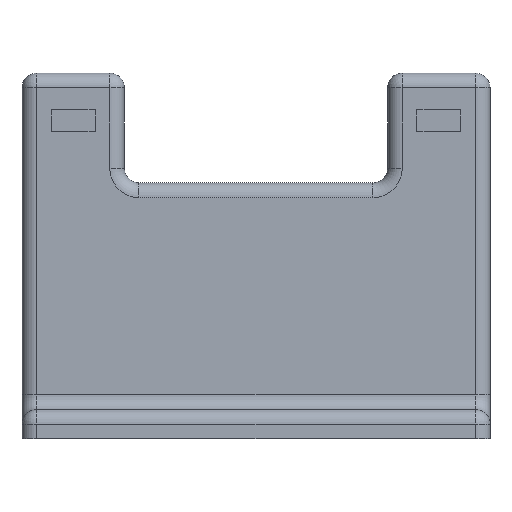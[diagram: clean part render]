
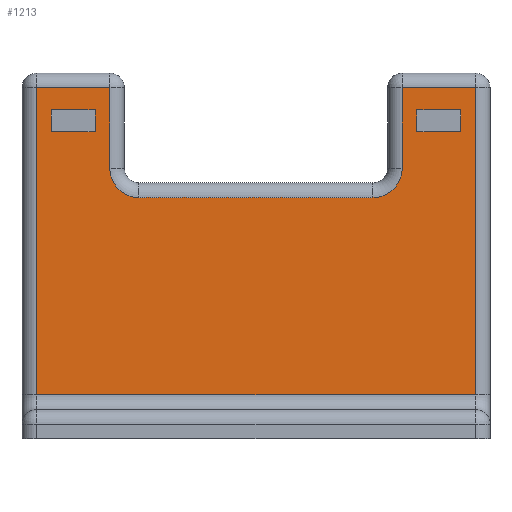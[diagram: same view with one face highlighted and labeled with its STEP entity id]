
A CAD part, front view. The second image highlights one B-rep face of the part: STEP entity #1213.
In plain terms, the highlighted planar face has unit normal (0, -1, 0).
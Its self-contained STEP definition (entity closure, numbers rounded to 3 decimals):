
#31=FACE_BOUND('',#445,.T.);
#32=FACE_BOUND('',#446,.T.);
#49=PLANE('',#1353);
#82=LINE('',#1853,#186);
#88=LINE('',#1888,#192);
#93=LINE('',#1945,#197);
#95=LINE('',#1948,#199);
#110=LINE('',#1988,#214);
#114=LINE('',#1994,#218);
#118=LINE('',#2000,#222);
#129=LINE('',#2016,#233);
#135=LINE('',#2036,#239);
#136=LINE('',#2038,#240);
#137=LINE('',#2040,#241);
#138=LINE('',#2041,#242);
#139=LINE('',#2044,#243);
#140=LINE('',#2046,#244);
#141=LINE('',#2048,#245);
#142=LINE('',#2049,#246);
#186=VECTOR('',#1454,11.);
#192=VECTOR('',#1494,42.);
#197=VECTOR('',#1559,42.);
#199=VECTOR('',#1563,10.);
#214=VECTOR('',#1612,11.);
#218=VECTOR('',#1620,60.);
#222=VECTOR('',#1628,32.);
#233=VECTOR('',#1649,10.);
#239=VECTOR('',#1671,3.);
#240=VECTOR('',#1672,6.);
#241=VECTOR('',#1673,3.);
#242=VECTOR('',#1674,6.);
#243=VECTOR('',#1675,3.);
#244=VECTOR('',#1676,6.);
#245=VECTOR('',#1677,3.);
#246=VECTOR('',#1678,6.);
#365=FACE_OUTER_BOUND('',#444,.T.);
#444=EDGE_LOOP('',(#1012,#1013,#1014,#1015,#1016,#1017,#1018,#1019,#1020,
#1021));
#445=EDGE_LOOP('',(#1022,#1023,#1024,#1025));
#446=EDGE_LOOP('',(#1026,#1027,#1028,#1029));
#502=CIRCLE('',#1267,4.);
#519=CIRCLE('',#1292,4.);
#565=VERTEX_POINT('',#1817);
#568=VERTEX_POINT('',#1824);
#576=VERTEX_POINT('',#1844);
#577=VERTEX_POINT('',#1845);
#590=VERTEX_POINT('',#1882);
#594=VERTEX_POINT('',#1894);
#595=VERTEX_POINT('',#1896);
#600=VERTEX_POINT('',#1912);
#605=VERTEX_POINT('',#1922);
#613=VERTEX_POINT('',#1940);
#626=VERTEX_POINT('',#2034);
#627=VERTEX_POINT('',#2035);
#628=VERTEX_POINT('',#2037);
#629=VERTEX_POINT('',#2039);
#630=VERTEX_POINT('',#2042);
#631=VERTEX_POINT('',#2043);
#632=VERTEX_POINT('',#2045);
#633=VERTEX_POINT('',#2047);
#676=EDGE_CURVE('',#576,#577,#502,.T.);
#680=EDGE_CURVE('',#577,#565,#82,.T.);
#697=EDGE_CURVE('',#568,#590,#88,.T.);
#701=EDGE_CURVE('',#594,#595,#519,.T.);
#724=EDGE_CURVE('',#600,#613,#93,.T.);
#726=EDGE_CURVE('',#613,#605,#95,.T.);
#748=EDGE_CURVE('',#605,#594,#110,.T.);
#752=EDGE_CURVE('',#590,#600,#114,.T.);
#756=EDGE_CURVE('',#595,#576,#118,.T.);
#767=EDGE_CURVE('',#565,#568,#129,.T.);
#775=EDGE_CURVE('',#626,#627,#135,.T.);
#776=EDGE_CURVE('',#627,#628,#136,.T.);
#777=EDGE_CURVE('',#628,#629,#137,.T.);
#778=EDGE_CURVE('',#629,#626,#138,.T.);
#779=EDGE_CURVE('',#630,#631,#139,.T.);
#780=EDGE_CURVE('',#631,#632,#140,.T.);
#781=EDGE_CURVE('',#632,#633,#141,.T.);
#782=EDGE_CURVE('',#633,#630,#142,.T.);
#1012=ORIENTED_EDGE('',*,*,#724,.F.);
#1013=ORIENTED_EDGE('',*,*,#752,.F.);
#1014=ORIENTED_EDGE('',*,*,#697,.F.);
#1015=ORIENTED_EDGE('',*,*,#767,.F.);
#1016=ORIENTED_EDGE('',*,*,#680,.F.);
#1017=ORIENTED_EDGE('',*,*,#676,.F.);
#1018=ORIENTED_EDGE('',*,*,#756,.F.);
#1019=ORIENTED_EDGE('',*,*,#701,.F.);
#1020=ORIENTED_EDGE('',*,*,#748,.F.);
#1021=ORIENTED_EDGE('',*,*,#726,.F.);
#1022=ORIENTED_EDGE('',*,*,#775,.T.);
#1023=ORIENTED_EDGE('',*,*,#776,.T.);
#1024=ORIENTED_EDGE('',*,*,#777,.T.);
#1025=ORIENTED_EDGE('',*,*,#778,.T.);
#1026=ORIENTED_EDGE('',*,*,#779,.T.);
#1027=ORIENTED_EDGE('',*,*,#780,.T.);
#1028=ORIENTED_EDGE('',*,*,#781,.T.);
#1029=ORIENTED_EDGE('',*,*,#782,.T.);
#1213=ADVANCED_FACE('',(#365,#31,#32),#49,.T.);
#1267=AXIS2_PLACEMENT_3D('',#1846,#1444,#1445);
#1292=AXIS2_PLACEMENT_3D('',#1897,#1502,#1503);
#1353=AXIS2_PLACEMENT_3D('',#2033,#1669,#1670);
#1444=DIRECTION('center_axis',(0.,-1.,0.));
#1445=DIRECTION('ref_axis',(0.707,0.,-0.707));
#1454=DIRECTION('',(0.,0.,1.));
#1494=DIRECTION('',(0.,0.,-1.));
#1502=DIRECTION('center_axis',(0.,-1.,0.));
#1503=DIRECTION('ref_axis',(-0.707,0.,-0.707));
#1559=DIRECTION('',(0.,0.,1.));
#1563=DIRECTION('',(1.,0.,0.));
#1612=DIRECTION('',(0.,0.,-1.));
#1620=DIRECTION('',(-1.,0.,0.));
#1628=DIRECTION('',(1.,0.,0.));
#1649=DIRECTION('',(1.,0.,0.));
#1669=DIRECTION('center_axis',(0.,-1.,0.));
#1670=DIRECTION('ref_axis',(1.,0.,0.));
#1671=DIRECTION('',(0.,0.,-1.));
#1672=DIRECTION('',(-1.,0.,0.));
#1673=DIRECTION('',(0.,0.,1.));
#1674=DIRECTION('',(1.,0.,0.));
#1675=DIRECTION('',(0.,0.,1.));
#1676=DIRECTION('',(1.,0.,0.));
#1677=DIRECTION('',(0.,0.,-1.));
#1678=DIRECTION('',(-1.,0.,0.));
#1817=CARTESIAN_POINT('',(-12.,0.,48.));
#1824=CARTESIAN_POINT('',(-2.,0.,48.));
#1844=CARTESIAN_POINT('',(-16.,0.,33.));
#1845=CARTESIAN_POINT('',(-12.,0.,37.));
#1846=CARTESIAN_POINT('Origin',(-16.,0.,37.));
#1853=CARTESIAN_POINT('',(-12.,0.,25.));
#1882=CARTESIAN_POINT('',(-2.,0.,6.));
#1888=CARTESIAN_POINT('',(-2.,0.,0.));
#1894=CARTESIAN_POINT('',(-52.,0.,37.));
#1896=CARTESIAN_POINT('',(-48.,0.,33.));
#1897=CARTESIAN_POINT('Origin',(-48.,0.,37.));
#1912=CARTESIAN_POINT('',(-62.,0.,6.));
#1922=CARTESIAN_POINT('',(-52.,0.,48.));
#1940=CARTESIAN_POINT('',(-62.,0.,48.));
#1945=CARTESIAN_POINT('',(-62.,0.,0.));
#1948=CARTESIAN_POINT('',(-48.,0.,48.));
#1988=CARTESIAN_POINT('',(-52.,0.,25.));
#1994=CARTESIAN_POINT('',(-48.,0.,6.));
#2000=CARTESIAN_POINT('',(-48.,0.,33.));
#2016=CARTESIAN_POINT('',(-48.,0.,48.));
#2033=CARTESIAN_POINT('Origin',(-64.,0.,0.));
#2034=CARTESIAN_POINT('',(-4.,0.,45.));
#2035=CARTESIAN_POINT('',(-4.,0.,42.));
#2036=CARTESIAN_POINT('',(-4.,0.,21.));
#2037=CARTESIAN_POINT('',(-10.,0.,42.));
#2038=CARTESIAN_POINT('',(-37.,0.,42.));
#2039=CARTESIAN_POINT('',(-10.,0.,45.));
#2040=CARTESIAN_POINT('',(-10.,0.,22.5));
#2041=CARTESIAN_POINT('',(-34.,0.,45.));
#2042=CARTESIAN_POINT('',(-60.,0.,42.));
#2043=CARTESIAN_POINT('',(-60.,0.,45.));
#2044=CARTESIAN_POINT('',(-60.,0.,21.));
#2045=CARTESIAN_POINT('',(-54.,0.,45.));
#2046=CARTESIAN_POINT('',(-62.,0.,45.));
#2047=CARTESIAN_POINT('',(-54.,0.,42.));
#2048=CARTESIAN_POINT('',(-54.,0.,22.5));
#2049=CARTESIAN_POINT('',(-59.,0.,42.));
